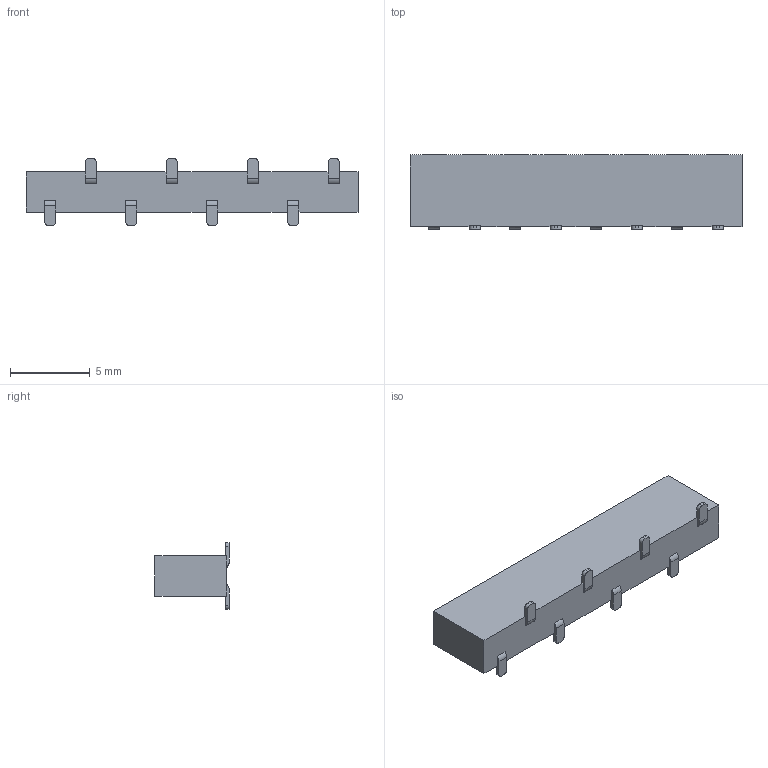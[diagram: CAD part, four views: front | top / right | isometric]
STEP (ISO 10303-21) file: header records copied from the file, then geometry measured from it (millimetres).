
FILE_DESCRIPTION( ('This file contains a STEP AP42 implementation' ,'as created by ZW3D STEP Interface translator.') ,'2;1' );
FILE_NAME( '2145-1XXMXXCUNX2.stp' ,'23 420.112354', (''), ('ZWCAD Software Co.'), 'Version 1.0', 'ZW3D to STEP translator', '' );
FILE_SCHEMA(('AUTOMOTIVE_DESIGN { 1 0 10303 214 1 1 1 1 }'));
Length unit declared in the file: millimetre
Products named in the file (2): 0; 2145-120MXXCUNX2
Bounding box: 20.82 x 4.65 x 4.2 mm (x, y, z)
Volume: 183.4 mm3; surface area: 678.4 mm2
Topology: 1 solids, 1 shells, 630 faces, 1904 edges, 1260 vertices
Faces by surface type: plane 430, cylinder 136, bspline 64
Entity records: 30188 total; most frequent: CARTESIAN_POINT 16073, ORIENTED_EDGE 3936, EDGE_CURVE 1904, B_SPLINE_CURVE_WITH_KNOTS 1798, VERTEX_POINT 1260, DIRECTION 1240, EDGE_LOOP 662, FACE_OUTER_BOUND 630
